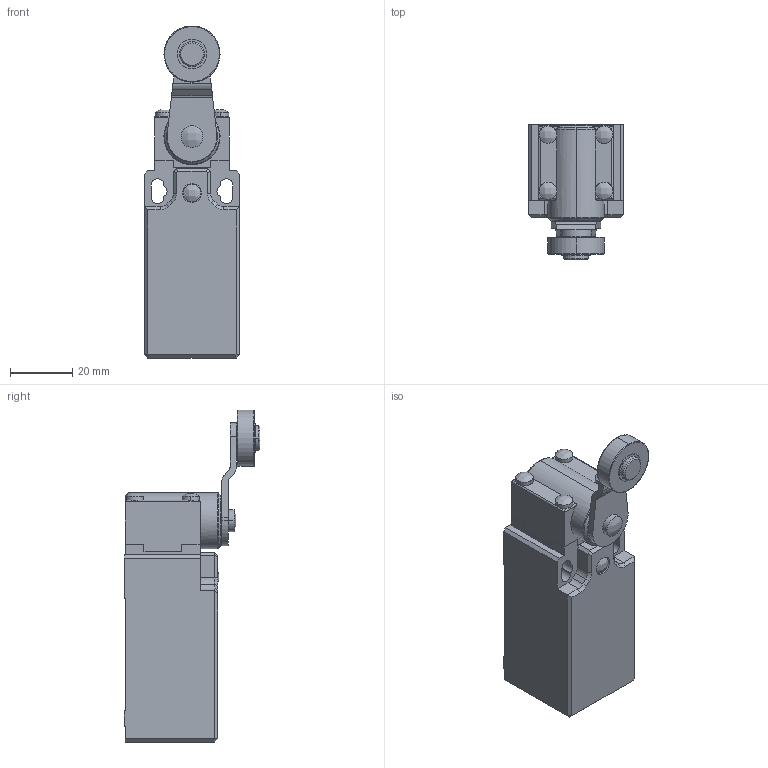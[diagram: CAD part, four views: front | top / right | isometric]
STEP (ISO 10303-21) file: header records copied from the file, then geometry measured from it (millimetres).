
FILE_DESCRIPTION (( 'STEP AP214' ), '1' );
FILE_NAME ('AAP2T41Z11.step', '2017-12-19T21:00:01', ( '' ), ( '' ), 'SwSTEP 2.0', 'SolidWorks 2017', '' );
FILE_SCHEMA (( 'AUTOMOTIVE_DESIGN' ));
Length unit declared in the file: inch
Products named in the file (1): AAP2T41Z11
Bounding box: 30.3 x 43.6 x 106.5 mm (x, y, z)
Volume: 64956.8 mm3; surface area: 15767.9 mm2
Topology: 3 solids, 3 shells, 214 faces, 543 edges, 347 vertices
Faces by surface type: plane 116, cylinder 70, bspline 17, cone 11
Entity records: 9498 total; most frequent: CARTESIAN_POINT 1489, ORIENTED_EDGE 1086, DIRECTION 1076, EDGE_CURVE 543, AXIS2_PLACEMENT_3D 370, VERTEX_POINT 347, LINE 336, VECTOR 336
